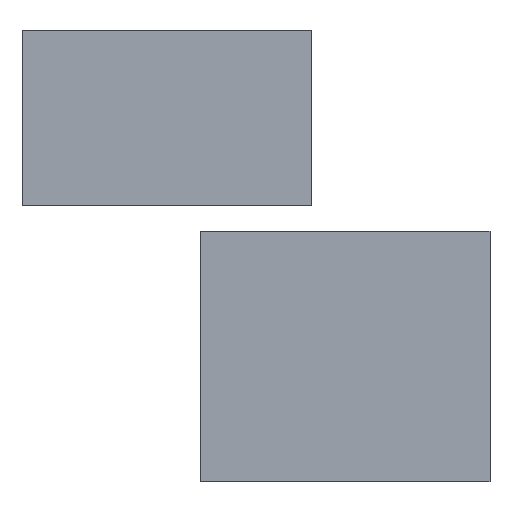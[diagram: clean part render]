
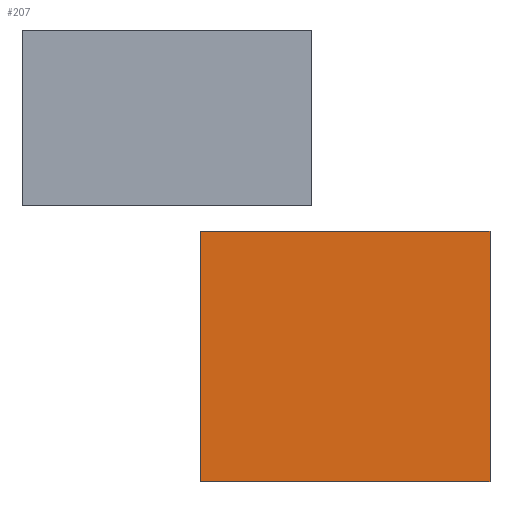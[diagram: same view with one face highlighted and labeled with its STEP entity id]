
A CAD part, front view. The second image highlights one B-rep face of the part: STEP entity #207.
In plain terms, the highlighted planar face has unit normal (0, -1, 0).
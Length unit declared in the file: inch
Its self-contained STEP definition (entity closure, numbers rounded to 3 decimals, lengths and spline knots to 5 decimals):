
#35=FACE_OUTER_BOUND('',#47,.T.);
#47=EDGE_LOOP('',(#171,#172,#173,#174));
#69=LINE('',#386,#93);
#70=LINE('',#389,#94);
#71=LINE('',#391,#95);
#72=LINE('',#392,#96);
#93=VECTOR('',#325,0.3937);
#94=VECTOR('',#328,0.3937);
#95=VECTOR('',#329,0.3937);
#96=VECTOR('',#330,0.3937);
#111=VERTEX_POINT('',#382);
#112=VERTEX_POINT('',#384);
#113=VERTEX_POINT('',#388);
#114=VERTEX_POINT('',#390);
#133=EDGE_CURVE('',#111,#112,#69,.T.);
#134=EDGE_CURVE('',#111,#113,#70,.T.);
#135=EDGE_CURVE('',#114,#112,#71,.T.);
#136=EDGE_CURVE('',#113,#114,#72,.T.);
#171=ORIENTED_EDGE('',*,*,#134,.F.);
#172=ORIENTED_EDGE('',*,*,#133,.T.);
#173=ORIENTED_EDGE('',*,*,#135,.F.);
#174=ORIENTED_EDGE('',*,*,#136,.F.);
#195=PLANE('',#279);
#207=ADVANCED_FACE('',(#35),#195,.T.);
#279=AXIS2_PLACEMENT_3D('',#387,#326,#327);
#325=DIRECTION('',(1.,0.,0.));
#326=DIRECTION('center_axis',(0.,-1.,0.));
#327=DIRECTION('ref_axis',(0.,0.,-1.));
#328=DIRECTION('',(0.,0.,1.));
#329=DIRECTION('',(0.,0.,-1.));
#330=DIRECTION('',(1.,0.,0.));
#382=CARTESIAN_POINT('',(0.,0.,-0.8653));
#384=CARTESIAN_POINT('',(1.,0.,-0.8653));
#386=CARTESIAN_POINT('',(0.,0.,-0.8653));
#387=CARTESIAN_POINT('Origin',(0.,0.,0.));
#388=CARTESIAN_POINT('',(0.,0.,0.));
#389=CARTESIAN_POINT('',(0.,0.,-0.8653));
#390=CARTESIAN_POINT('',(1.,0.,0.));
#391=CARTESIAN_POINT('',(1.,0.,-0.8653));
#392=CARTESIAN_POINT('',(0.,0.,0.));
